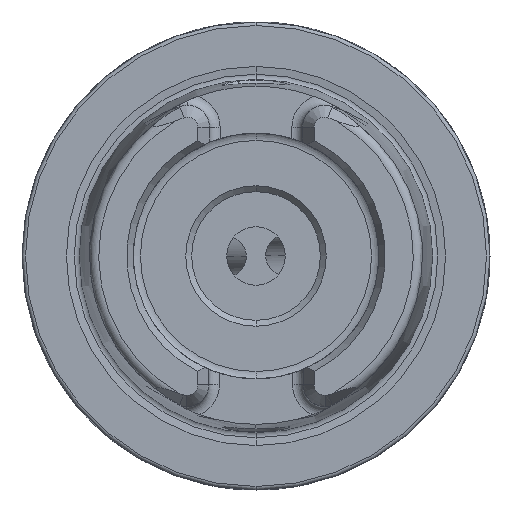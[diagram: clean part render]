
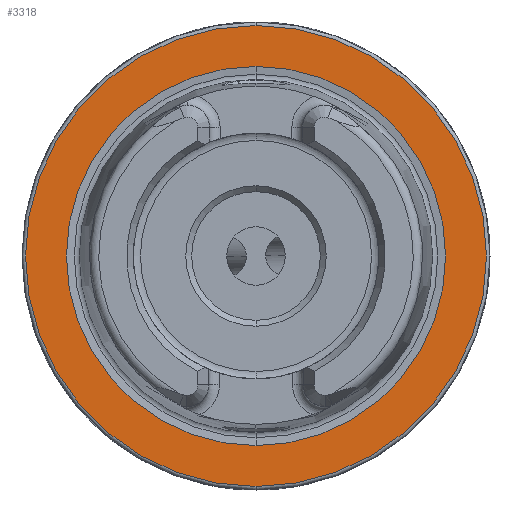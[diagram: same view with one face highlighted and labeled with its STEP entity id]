
A CAD part, left-side view. The second image highlights one B-rep face of the part: STEP entity #3318.
In plain terms, the highlighted planar face has unit normal (-1, 0, 0).
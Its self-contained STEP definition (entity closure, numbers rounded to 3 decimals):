
#99 = CARTESIAN_POINT ( 'NONE',  ( 0., 0., 0. ) ) ;
#167 = FACE_OUTER_BOUND ( 'NONE', #4408, .T. ) ;
#266 = EDGE_CURVE ( 'NONE', #7845, #2175, #14331, .T. ) ;
#489 = CARTESIAN_POINT ( 'NONE',  ( 0., 0., 0. ) ) ;
#634 = DIRECTION ( 'NONE',  ( 0., 0., 1. ) ) ;
#1908 = AXIS2_PLACEMENT_3D ( 'NONE', #3670, #4840, #9608 ) ;
#2092 = DIRECTION ( 'NONE',  ( 0., 0., 1. ) ) ;
#2175 = VERTEX_POINT ( 'NONE', #12329 ) ;
#3318 = ADVANCED_FACE ( 'NONE', ( #8843, #167 ), #9772, .F. ) ;
#3670 = CARTESIAN_POINT ( 'NONE',  ( 0., 0., 0. ) ) ;
#3750 = ORIENTED_EDGE ( 'NONE', *, *, #6482, .F. ) ;
#4388 = DIRECTION ( 'NONE',  ( -1., 0., 0. ) ) ;
#4408 = EDGE_LOOP ( 'NONE', ( #12677, #14411 ) ) ;
#4840 = DIRECTION ( 'NONE',  ( -1., 0., 0. ) ) ;
#5195 = EDGE_CURVE ( 'NONE', #2175, #7845, #5885, .T. ) ;
#5869 = DIRECTION ( 'NONE',  ( -1., 0., 0. ) ) ;
#5885 = CIRCLE ( 'NONE', #9869, 19.7 ) ;
#6141 = DIRECTION ( 'NONE',  ( 1., 0., 0. ) ) ;
#6385 = CARTESIAN_POINT ( 'NONE',  ( 0., 0., -19.7 ) ) ;
#6482 = EDGE_CURVE ( 'NONE', #10978, #13586, #14151, .T. ) ;
#6840 = ORIENTED_EDGE ( 'NONE', *, *, #13623, .F. ) ;
#7309 = EDGE_LOOP ( 'NONE', ( #6840, #3750 ) ) ;
#7446 = CARTESIAN_POINT ( 'NONE',  ( 0., 19.7, 0. ) ) ;
#7782 = CARTESIAN_POINT ( 'NONE',  ( 0., 0., -16.207 ) ) ;
#7845 = VERTEX_POINT ( 'NONE', #6385 ) ;
#8788 = AXIS2_PLACEMENT_3D ( 'NONE', #7446, #6141, #13147 ) ;
#8843 = FACE_BOUND ( 'NONE', #7309, .T. ) ;
#9063 = CARTESIAN_POINT ( 'NONE',  ( 0., 0., 0. ) ) ;
#9314 = CARTESIAN_POINT ( 'NONE',  ( 0., 0., 16.207 ) ) ;
#9608 = DIRECTION ( 'NONE',  ( 0., 0., 1. ) ) ;
#9772 = PLANE ( 'NONE',  #8788 ) ;
#9869 = AXIS2_PLACEMENT_3D ( 'NONE', #489, #12128, #634 ) ;
#10464 = AXIS2_PLACEMENT_3D ( 'NONE', #99, #5869, #12883 ) ;
#10978 = VERTEX_POINT ( 'NONE', #7782 ) ;
#11620 = CIRCLE ( 'NONE', #10464, 16.207 ) ;
#12128 = DIRECTION ( 'NONE',  ( -1., 0., 0. ) ) ;
#12329 = CARTESIAN_POINT ( 'NONE',  ( 0., 0., 19.7 ) ) ;
#12677 = ORIENTED_EDGE ( 'NONE', *, *, #5195, .T. ) ;
#12883 = DIRECTION ( 'NONE',  ( 0., 0., 1. ) ) ;
#13147 = DIRECTION ( 'NONE',  ( 0., 0., -1. ) ) ;
#13586 = VERTEX_POINT ( 'NONE', #9314 ) ;
#13623 = EDGE_CURVE ( 'NONE', #13586, #10978, #11620, .T. ) ;
#14043 = AXIS2_PLACEMENT_3D ( 'NONE', #9063, #4388, #2092 ) ;
#14151 = CIRCLE ( 'NONE', #1908, 16.207 ) ;
#14331 = CIRCLE ( 'NONE', #14043, 19.7 ) ;
#14411 = ORIENTED_EDGE ( 'NONE', *, *, #266, .T. ) ;
